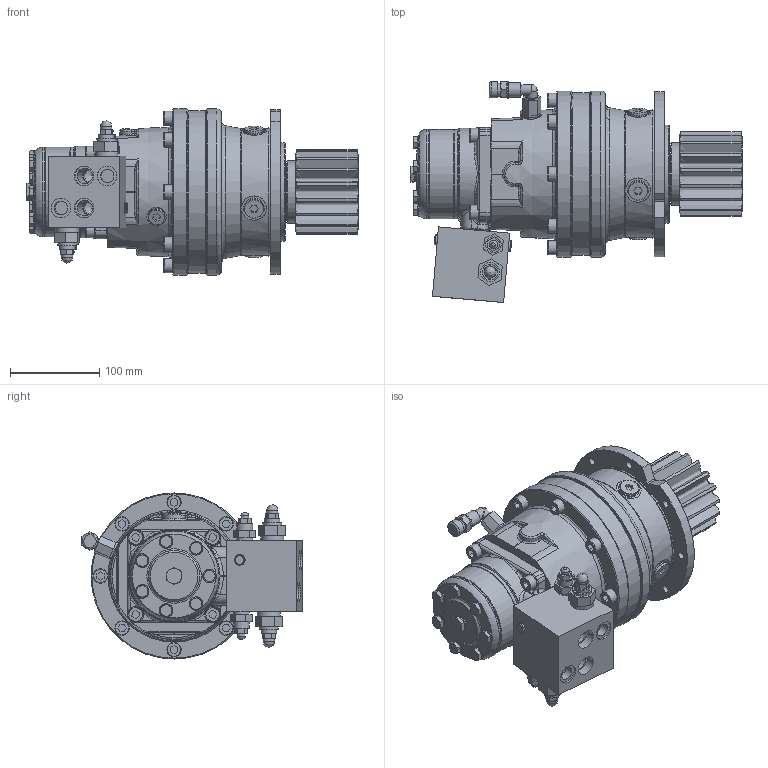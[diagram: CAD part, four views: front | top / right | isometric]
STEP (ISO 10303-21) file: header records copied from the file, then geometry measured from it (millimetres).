
FILE_DESCRIPTION( ( 'Unknown' ), '1' );
FILE_NAME( 'DI18436.stp', 'Unknown', ( 'Unknown' ), ( 'Unknown' ), 'PSStep 17.0.49', 'Unknown', ' ' );
FILE_SCHEMA( ( 'AUTOMOTIVE_DESIGN { 1 0 10303 214 1 1 1 1 }' ) );
Length unit declared in the file: millimetre
Products named in the file (24): 40200616600; COLONN-M-F 1-4 GAS; R_1-4 G; 182500-specma-hyd; TAPPO SFIATO 1-4G; Assem1; RE210_CORONA; RE_210_NS; 4000060900; 4010081500; M6x16; RE_MD; M10x55; M10x55-oa0; M10x55-oa1; M10x55-oa2; M10x55-oa3; M10x55-oa4; M10x55-oa5; M10x55-oa6; 425045500-OMRS_160; VALVOLA 4380308-1; M10x30
Assembly tree (29 placements, depth 3):
  Assem1
    RE210_CORONA
    RE_210_NS
    4000060900
    4010081500
    M6x16  x3
    RE_MD
    RE_MD
    M10x55
    M10x55-oa0
    M10x55-oa1
    M10x55-oa2
    M10x55-oa3
    M10x55-oa4
    M10x55-oa5
    M10x55-oa6
    425045500-OMRS_160
    VALVOLA 4380308-1
    M10x30  x4
    40200616600
      COLONN-M-F 1-4 GAS
      R_1-4 G  x2
      182500-specma-hyd
      TAPPO SFIATO 1-4G
Bounding box: 371.93 x 247.61 x 186 mm (x, y, z)
Volume: 5378222.2 mm3; surface area: 585639 mm2
Topology: 28 solids, 55 shells, 1946 faces, 4794 edges, 3071 vertices
Faces by surface type: plane 634, cylinder 594, torus 317, cone 238, bspline 138, extrusion 17, sphere 8
Full cylindrical faces by diameter (mm): 1 x2, 3 x3, 3.15 x1, 4.917 x7, 6 x6, 7.76 x7, 8.05 x1, 8.2 x7, 8.376 x12, 8.45 x7, 8.917 x8, 9 x3, 10 x12, 10.5 x22, 11.318 x1, 11.445 x4, 11.63 x7, 11.7 x1, 12 x16, 12.853 x3, 13 x2, 13.16 x10, 13.2 x1, 13.6 x1, 13.8 x4, 14.5 x1, 14.95 x6, 15.2 x9, 16 x17, 17 x1
Entity records: 113486 total; most frequent: CARTESIAN_POINT 58010, DIRECTION 8032, ORIENTED_EDGE 7952, EDGE_CURVE 3976, AXIS2_PLACEMENT_3D 3463, VERTEX_POINT 2781, EDGE_LOOP 2584, FACE_OUTER_BOUND 2202
